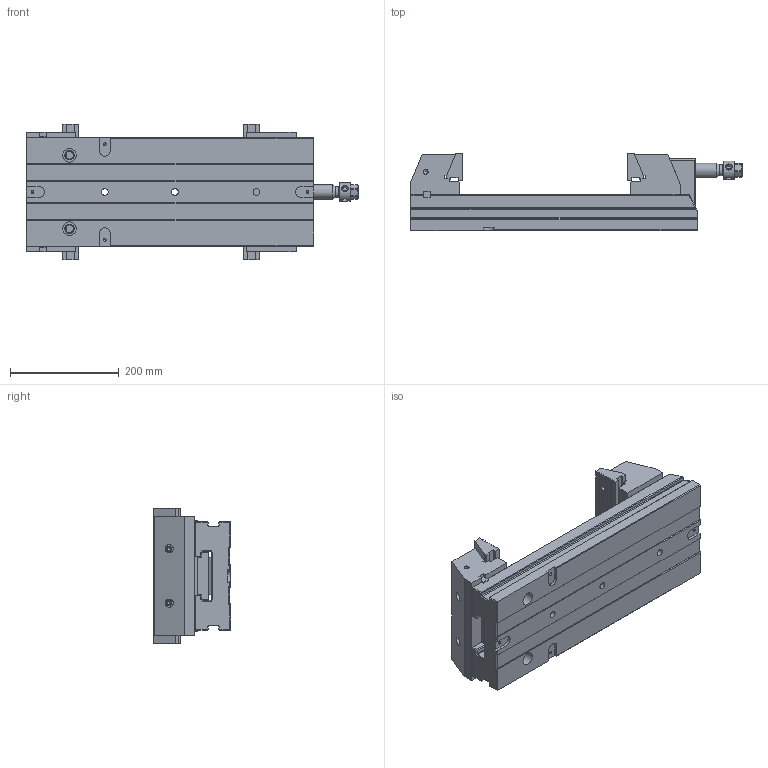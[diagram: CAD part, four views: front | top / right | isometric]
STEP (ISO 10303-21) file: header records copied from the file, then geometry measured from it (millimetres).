
FILE_DESCRIPTION(/* description */ (''),/* implementation_level */ '2;1');
FILE_NAME(/* name */ '30250 Montaje.stp',/* time_stamp */ '2019-06-19T13:13:21+02:00',/* author */ (''),/* organization */ (''),/* preprocessor_version */ 'ST-DEVELOPER v16',/* originating_system */ 'SIEMENS PLM Software NX 11.0',/* authorisation */ '');
FILE_SCHEMA (('AUTOMOTIVE_DESIGN { 1 0 10303 214 3 1 1 1 }'));
Length unit declared in the file: millimetre
Products named in the file (2): 3025090 Taco completo Atras; 30250 Montaje
Assembly tree (1 placements, depth 2):
  30250 Montaje
    3025090 Taco completo Atras
Bounding box: 611 x 142 x 250 mm (x, y, z)
Volume: 8399057.6 mm3; surface area: 768118.6 mm2
Topology: 12 solids, 12 shells, 626 faces, 1651 edges, 1078 vertices
Faces by surface type: plane 466, cylinder 103, cone 36, sphere 12, torus 9
Full cylindrical faces by diameter (mm): 4.351 x1, 5.188 x6, 6.5 x2, 6.985 x4, 8.5 x4, 8.782 x6, 9.5 x4, 10.5 x4, 10.579 x3, 12 x4, 12.376 x3, 13 x3, 14.376 x2, 15 x4, 15.5 x2, 16.5 x1, 17 x2, 18 x5, 19 x5, 20 x3, 21.25 x1, 25 x2, 26 x1, 28 x2, 30 x2, 33.8 x1, 34 x3
Entity records: 18456 total; most frequent: CARTESIAN_POINT 3452, DIRECTION 2971, ORIENTED_EDGE 2926, EDGE_CURVE 1463, LINE 1149, VECTOR 1149, VERTEX_POINT 1026, AXIS2_PLACEMENT_3D 911
